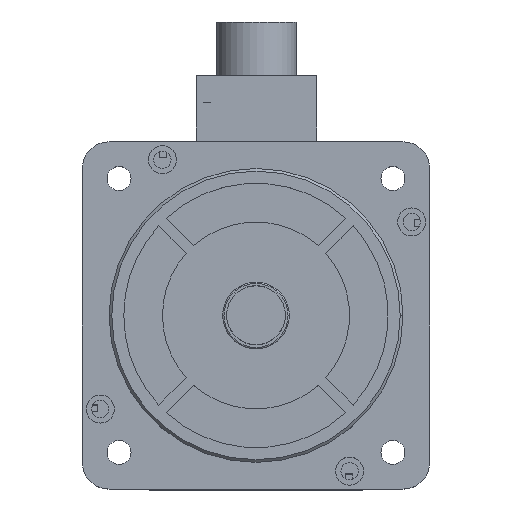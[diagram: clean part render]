
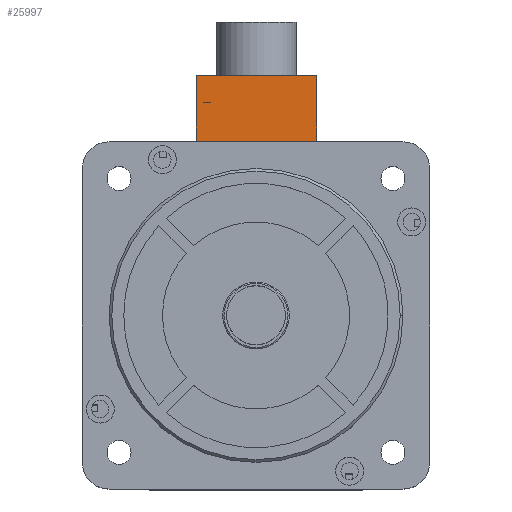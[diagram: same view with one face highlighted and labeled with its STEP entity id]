
A CAD part, top view. The second image highlights one B-rep face of the part: STEP entity #25997.
In plain terms, the highlighted face is planar.
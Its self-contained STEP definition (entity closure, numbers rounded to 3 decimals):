
#601 = AXIS2_PLACEMENT_3D ( 'NONE', #4199, #12529, #10417 ) ;
#903 = ORIENTED_EDGE ( 'NONE', *, *, #995, .T. ) ;
#995 = EDGE_CURVE ( 'NONE', #18013, #5474, #24365, .T. ) ;
#2647 = CARTESIAN_POINT ( 'NONE',  ( 0., 0., -25. ) ) ;
#4199 = CARTESIAN_POINT ( 'NONE',  ( 0., 0., -25. ) ) ;
#4593 = VECTOR ( 'NONE', #15488, 1000. ) ;
#5474 = VERTEX_POINT ( 'NONE', #8307 ) ;
#5603 = VECTOR ( 'NONE', #22876, 1000. ) ;
#6044 = CARTESIAN_POINT ( 'NONE',  ( 0., 0., 0. ) ) ;
#6502 = EDGE_CURVE ( 'NONE', #20614, #18013, #13526, .T. ) ;
#8307 = CARTESIAN_POINT ( 'NONE',  ( 45., 0., 0. ) ) ;
#8629 = ORIENTED_EDGE ( 'NONE', *, *, #6502, .T. ) ;
#9065 = VECTOR ( 'NONE', #22870, 1000. ) ;
#9773 = CARTESIAN_POINT ( 'NONE',  ( 0., 0., -25. ) ) ;
#10075 = ORIENTED_EDGE ( 'NONE', *, *, #11877, .F. ) ;
#10159 = EDGE_LOOP ( 'NONE', ( #10075, #16300, #8629, #903 ) ) ;
#10417 = DIRECTION ( 'NONE',  ( 0., 0., -1. ) ) ;
#11877 = EDGE_CURVE ( 'NONE', #12001, #5474, #23558, .T. ) ;
#12001 = VERTEX_POINT ( 'NONE', #18676 ) ;
#12529 = DIRECTION ( 'NONE',  ( 0., -1., 0. ) ) ;
#13178 = LINE ( 'NONE', #21516, #4593 ) ;
#13526 = LINE ( 'NONE', #2647, #9065 ) ;
#15488 = DIRECTION ( 'NONE',  ( 0., 0., 1. ) ) ;
#16300 = ORIENTED_EDGE ( 'NONE', *, *, #20003, .F. ) ;
#16585 = CARTESIAN_POINT ( 'NONE',  ( 45., 0., -25. ) ) ;
#17848 = VECTOR ( 'NONE', #26307, 1000. ) ;
#18013 = VERTEX_POINT ( 'NONE', #23946 ) ;
#18676 = CARTESIAN_POINT ( 'NONE',  ( 0., 0., 0. ) ) ;
#19043 = FACE_OUTER_BOUND ( 'NONE', #10159, .T. ) ;
#20003 = EDGE_CURVE ( 'NONE', #20614, #12001, #13178, .T. ) ;
#20614 = VERTEX_POINT ( 'NONE', #9773 ) ;
#21516 = CARTESIAN_POINT ( 'NONE',  ( 0., 0., -25. ) ) ;
#22554 = PLANE ( 'NONE',  #601 ) ;
#22870 = DIRECTION ( 'NONE',  ( 1., 0., 0. ) ) ;
#22876 = DIRECTION ( 'NONE',  ( 0., 0., 1. ) ) ;
#23558 = LINE ( 'NONE', #6044, #17848 ) ;
#23946 = CARTESIAN_POINT ( 'NONE',  ( 45., 0., -25. ) ) ;
#24365 = LINE ( 'NONE', #16585, #5603 ) ;
#25997 = ADVANCED_FACE ( 'NONE', ( #19043 ), #22554, .T. ) ;
#26307 = DIRECTION ( 'NONE',  ( 1., 0., 0. ) ) ;
